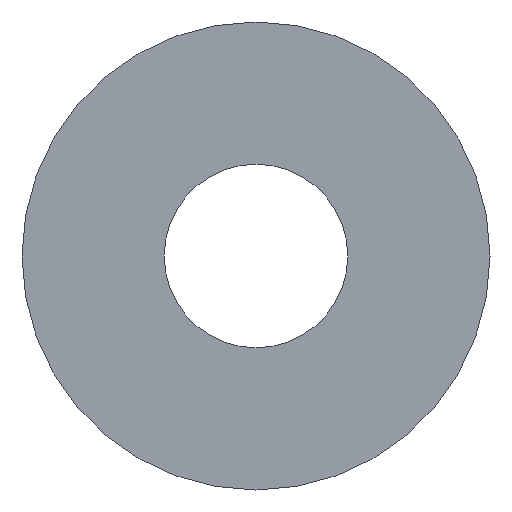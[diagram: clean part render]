
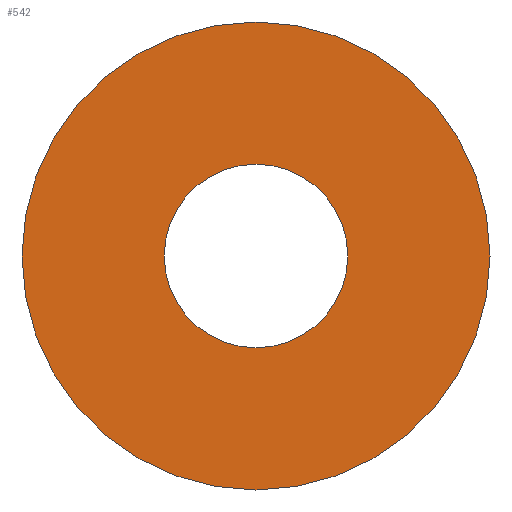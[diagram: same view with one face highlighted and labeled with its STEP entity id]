
A CAD part, left-side view. The second image highlights one B-rep face of the part: STEP entity #542.
In plain terms, the highlighted planar face has unit normal (-1, 0, 0).
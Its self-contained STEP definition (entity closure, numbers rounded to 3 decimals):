
#30 = DIRECTION ( 'NONE',  ( 0., 0., 1. ) ) ;
#33 = AXIS2_PLACEMENT_3D ( 'NONE', #582, #417, #30 ) ;
#39 = CARTESIAN_POINT ( 'NONE',  ( 0., 0., 13. ) ) ;
#45 = AXIS2_PLACEMENT_3D ( 'NONE', #447, #549, #92 ) ;
#88 = CIRCLE ( 'NONE', #33, 13. ) ;
#92 = DIRECTION ( 'NONE',  ( 0., 0., 1. ) ) ;
#104 = CARTESIAN_POINT ( 'NONE',  ( 0., 0., 0. ) ) ;
#141 = FACE_BOUND ( 'NONE', #477, .T. ) ;
#157 = PLANE ( 'NONE',  #45 ) ;
#182 = AXIS2_PLACEMENT_3D ( 'NONE', #104, #278, #282 ) ;
#212 = ORIENTED_EDGE ( 'NONE', *, *, #243, .T. ) ;
#234 = FACE_OUTER_BOUND ( 'NONE', #554, .T. ) ;
#243 = EDGE_CURVE ( 'NONE', #502, #502, #559, .T. ) ;
#278 = DIRECTION ( 'NONE',  ( 1., 0., 0. ) ) ;
#282 = DIRECTION ( 'NONE',  ( 0., 0., -1. ) ) ;
#327 = VERTEX_POINT ( 'NONE', #39 ) ;
#374 = EDGE_CURVE ( 'NONE', #327, #327, #88, .T. ) ;
#387 = ORIENTED_EDGE ( 'NONE', *, *, #374, .T. ) ;
#400 = CARTESIAN_POINT ( 'NONE',  ( 0., 0., -5.1 ) ) ;
#417 = DIRECTION ( 'NONE',  ( -1., 0., 0. ) ) ;
#447 = CARTESIAN_POINT ( 'NONE',  ( 0., -9., -5.196 ) ) ;
#477 = EDGE_LOOP ( 'NONE', ( #212 ) ) ;
#502 = VERTEX_POINT ( 'NONE', #400 ) ;
#542 = ADVANCED_FACE ( 'NONE', ( #141, #234 ), #157, .T. ) ;
#549 = DIRECTION ( 'NONE',  ( -1., 0., 0. ) ) ;
#554 = EDGE_LOOP ( 'NONE', ( #387 ) ) ;
#559 = CIRCLE ( 'NONE', #182, 5.1 ) ;
#582 = CARTESIAN_POINT ( 'NONE',  ( 0., 0., 0. ) ) ;
